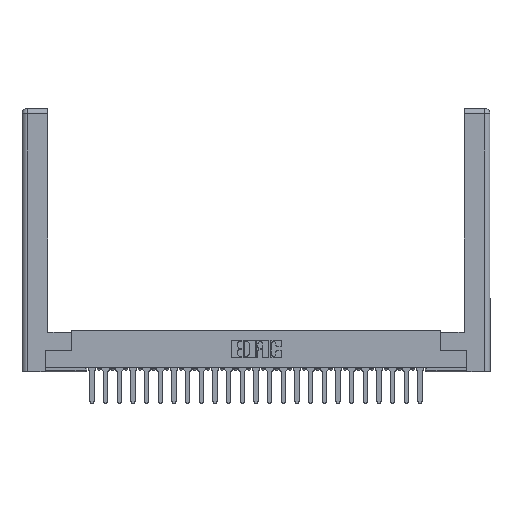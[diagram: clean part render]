
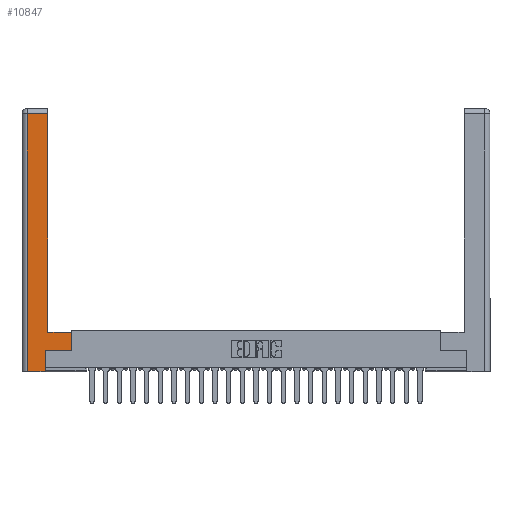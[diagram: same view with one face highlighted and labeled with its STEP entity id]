
A CAD part, top view. The second image highlights one B-rep face of the part: STEP entity #10847.
In plain terms, the highlighted planar face has unit normal (0, 0, 1).
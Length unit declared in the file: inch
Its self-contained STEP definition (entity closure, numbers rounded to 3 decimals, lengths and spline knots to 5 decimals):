
#48 = VECTOR ( 'NONE', #5976, 39.37008 ) ;
#400 = CARTESIAN_POINT ( 'NONE',  ( 0.0615, 0., 0. ) ) ;
#780 = DIRECTION ( 'NONE',  ( -1., 0., 0. ) ) ;
#1064 = LINE ( 'NONE', #14706, #13116 ) ;
#2059 = DIRECTION ( 'NONE',  ( 0., 1., 0. ) ) ;
#2290 = ORIENTED_EDGE ( 'NONE', *, *, #13963, .T. ) ;
#2518 = ORIENTED_EDGE ( 'NONE', *, *, #4264, .T. ) ;
#2781 = CARTESIAN_POINT ( 'NONE',  ( 0.265, 0.245, 0. ) ) ;
#2992 = LINE ( 'NONE', #7355, #13609 ) ;
#3196 = VERTEX_POINT ( 'NONE', #400 ) ;
#3222 = EDGE_CURVE ( 'NONE', #22530, #25937, #8748, .T. ) ;
#3815 = VECTOR ( 'NONE', #23689, 39.37008 ) ;
#4010 = DIRECTION ( 'NONE',  ( 0., 1., 0. ) ) ;
#4264 = EDGE_CURVE ( 'NONE', #22738, #17396, #14049, .T. ) ;
#4757 = ORIENTED_EDGE ( 'NONE', *, *, #8795, .T. ) ;
#5297 = CARTESIAN_POINT ( 'NONE',  ( 0.0615, 0., 0. ) ) ;
#5678 = LINE ( 'NONE', #5297, #3815 ) ;
#5976 = DIRECTION ( 'NONE',  ( 1., 0., 0. ) ) ;
#6434 = VERTEX_POINT ( 'NONE', #13485 ) ;
#6729 = FACE_OUTER_BOUND ( 'NONE', #23725, .T. ) ;
#6868 = PLANE ( 'NONE',  #11854 ) ;
#6906 = CARTESIAN_POINT ( 'NONE',  ( 0.565, 0.45, 0. ) ) ;
#7099 = VERTEX_POINT ( 'NONE', #8506 ) ;
#7355 = CARTESIAN_POINT ( 'NONE',  ( 0.0615, 2.94, 0. ) ) ;
#8506 = CARTESIAN_POINT ( 'NONE',  ( 0.295, 2.94, 0. ) ) ;
#8748 = LINE ( 'NONE', #16805, #17062 ) ;
#8795 = EDGE_CURVE ( 'NONE', #12318, #22738, #12082, .T. ) ;
#9091 = EDGE_CURVE ( 'NONE', #17396, #22530, #1064, .T. ) ;
#9124 = ORIENTED_EDGE ( 'NONE', *, *, #3222, .T. ) ;
#9275 = EDGE_CURVE ( 'NONE', #6434, #3196, #5678, .T. ) ;
#10847 = ADVANCED_FACE ( 'NONE', ( #6729 ), #6868, .F. ) ;
#11854 = AXIS2_PLACEMENT_3D ( 'NONE', #14801, #20891, #780 ) ;
#11948 = ORIENTED_EDGE ( 'NONE', *, *, #9275, .T. ) ;
#12052 = CARTESIAN_POINT ( 'NONE',  ( 0.565, 0.245, 0. ) ) ;
#12082 = LINE ( 'NONE', #2781, #12828 ) ;
#12258 = ORIENTED_EDGE ( 'NONE', *, *, #21906, .T. ) ;
#12318 = VERTEX_POINT ( 'NONE', #15831 ) ;
#12828 = VECTOR ( 'NONE', #4010, 39.37008 ) ;
#12909 = VECTOR ( 'NONE', #18472, 39.37008 ) ;
#13116 = VECTOR ( 'NONE', #25027, 39.37008 ) ;
#13485 = CARTESIAN_POINT ( 'NONE',  ( 0.0615, 2.94, 0. ) ) ;
#13609 = VECTOR ( 'NONE', #23383, 39.37008 ) ;
#13963 = EDGE_CURVE ( 'NONE', #7099, #6434, #2992, .T. ) ;
#14049 = LINE ( 'NONE', #12052, #48 ) ;
#14370 = LINE ( 'NONE', #18080, #12909 ) ;
#14706 = CARTESIAN_POINT ( 'NONE',  ( 0.565, 0.45, 0. ) ) ;
#14801 = CARTESIAN_POINT ( 'NONE',  ( 0., 0., 0. ) ) ;
#15559 = ORIENTED_EDGE ( 'NONE', *, *, #17646, .T. ) ;
#15831 = CARTESIAN_POINT ( 'NONE',  ( 0.265, 0., 0. ) ) ;
#16779 = CARTESIAN_POINT ( 'NONE',  ( 0.565, 0.245, 0. ) ) ;
#16805 = CARTESIAN_POINT ( 'NONE',  ( 0.295, 0.45, 0. ) ) ;
#17062 = VECTOR ( 'NONE', #18395, 39.37008 ) ;
#17396 = VERTEX_POINT ( 'NONE', #16779 ) ;
#17646 = EDGE_CURVE ( 'NONE', #25937, #7099, #24303, .T. ) ;
#17807 = ORIENTED_EDGE ( 'NONE', *, *, #9091, .T. ) ;
#18080 = CARTESIAN_POINT ( 'NONE',  ( 0.265, 0., 0. ) ) ;
#18395 = DIRECTION ( 'NONE',  ( -1., 0., 0. ) ) ;
#18472 = DIRECTION ( 'NONE',  ( 1., 0., 0. ) ) ;
#20201 = CARTESIAN_POINT ( 'NONE',  ( 0.295, 3., 0. ) ) ;
#20632 = CARTESIAN_POINT ( 'NONE',  ( 0.265, 0.245, 0. ) ) ;
#20891 = DIRECTION ( 'NONE',  ( 0., 0., -1. ) ) ;
#21172 = VECTOR ( 'NONE', #2059, 39.37008 ) ;
#21906 = EDGE_CURVE ( 'NONE', #3196, #12318, #14370, .T. ) ;
#22530 = VERTEX_POINT ( 'NONE', #6906 ) ;
#22738 = VERTEX_POINT ( 'NONE', #20632 ) ;
#23383 = DIRECTION ( 'NONE',  ( -1., 0., 0. ) ) ;
#23689 = DIRECTION ( 'NONE',  ( 0., -1., 0. ) ) ;
#23725 = EDGE_LOOP ( 'NONE', ( #15559, #2290, #11948, #12258, #4757, #2518, #17807, #9124 ) ) ;
#23834 = CARTESIAN_POINT ( 'NONE',  ( 0.295, 0.45, 0. ) ) ;
#24303 = LINE ( 'NONE', #20201, #21172 ) ;
#25027 = DIRECTION ( 'NONE',  ( 0., 1., 0. ) ) ;
#25937 = VERTEX_POINT ( 'NONE', #23834 ) ;
